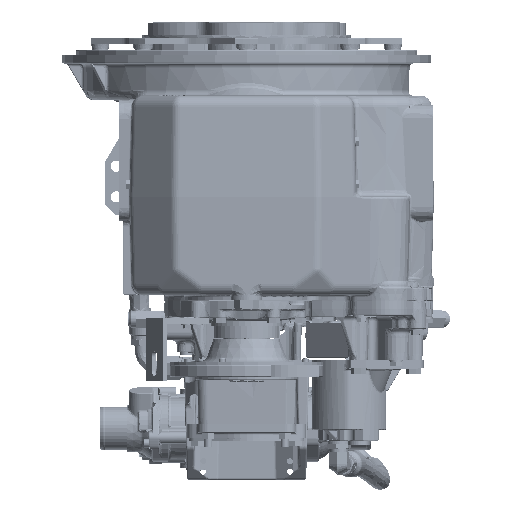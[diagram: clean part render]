
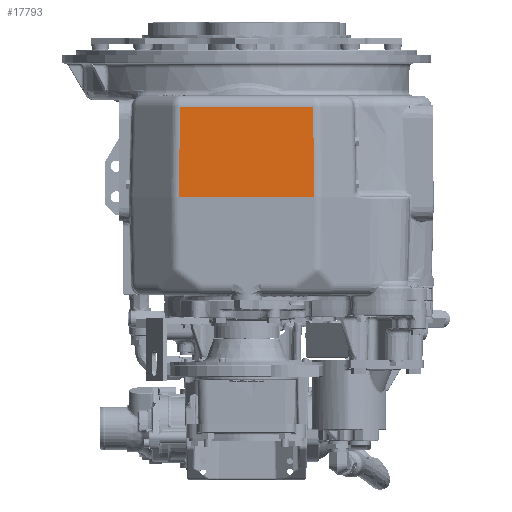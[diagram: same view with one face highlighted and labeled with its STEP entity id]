
A CAD part, front view. The second image highlights one B-rep face of the part: STEP entity #17793.
In plain terms, the highlighted planar face has unit normal (0, -1, 0.026).
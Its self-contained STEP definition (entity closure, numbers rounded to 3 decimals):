
#17793 = ADVANCED_FACE ( 'NONE', ( #291214 ), #510590, .T. ) ;
#27737 = AXIS2_PLACEMENT_3D ( 'NONE', #297708, #134423, #213346 ) ;
#87057 = DIRECTION ( 'NONE',  ( -0.011, -0.026, -1. ) ) ;
#112107 = VECTOR ( 'NONE', #359908, 1000. ) ;
#120770 = LINE ( 'NONE', #208232, #179732 ) ;
#129543 = CARTESIAN_POINT ( 'NONE',  ( 0., -351.04, -78.034 ) ) ;
#134423 = DIRECTION ( 'NONE',  ( 0., -1., 0.026 ) ) ;
#146846 = EDGE_CURVE ( 'NONE', #460467, #355135, #346149, .T. ) ;
#148037 = CARTESIAN_POINT ( 'NONE',  ( -101.206, -354.572, -212.899 ) ) ;
#179732 = VECTOR ( 'NONE', #87057, 1000. ) ;
#190093 = CARTESIAN_POINT ( 'NONE',  ( -99.744, -351.04, -78.034 ) ) ;
#208232 = CARTESIAN_POINT ( 'NONE',  ( -101.195, -354.545, -211.882 ) ) ;
#213346 = DIRECTION ( 'NONE',  ( 0., -0.026, -1. ) ) ;
#222514 = EDGE_LOOP ( 'NONE', ( #262692, #430570, #327127, #401485 ) ) ;
#228519 = CARTESIAN_POINT ( 'NONE',  ( 99.744, -351.04, -78.034 ) ) ;
#243463 = VERTEX_POINT ( 'NONE', #148037 ) ;
#262692 = ORIENTED_EDGE ( 'NONE', *, *, #358243, .T. ) ;
#291214 = FACE_OUTER_BOUND ( 'NONE', #222514, .T. ) ;
#296399 = VECTOR ( 'NONE', #440202, 1000. ) ;
#297708 = CARTESIAN_POINT ( 'NONE',  ( 0., -354.574, -212.979 ) ) ;
#308306 = VERTEX_POINT ( 'NONE', #343685 ) ;
#326633 = VECTOR ( 'NONE', #338550, 1000. ) ;
#327127 = ORIENTED_EDGE ( 'NONE', *, *, #364562, .T. ) ;
#338550 = DIRECTION ( 'NONE',  ( -1., 0., 0. ) ) ;
#343685 = CARTESIAN_POINT ( 'NONE',  ( 101.206, -354.572, -212.899 ) ) ;
#346149 = LINE ( 'NONE', #129543, #326633 ) ;
#355135 = VERTEX_POINT ( 'NONE', #190093 ) ;
#358243 = EDGE_CURVE ( 'NONE', #355135, #243463, #120770, .T. ) ;
#359908 = DIRECTION ( 'NONE',  ( 1., 0., 0. ) ) ;
#361532 = LINE ( 'NONE', #442561, #112107 ) ;
#364562 = EDGE_CURVE ( 'NONE', #308306, #460467, #519705, .T. ) ;
#399694 = CARTESIAN_POINT ( 'NONE',  ( 101.195, -354.545, -211.882 ) ) ;
#401485 = ORIENTED_EDGE ( 'NONE', *, *, #146846, .T. ) ;
#430570 = ORIENTED_EDGE ( 'NONE', *, *, #478132, .T. ) ;
#440202 = DIRECTION ( 'NONE',  ( -0.011, 0.026, 1. ) ) ;
#442561 = CARTESIAN_POINT ( 'NONE',  ( 0., -354.572, -212.899 ) ) ;
#460467 = VERTEX_POINT ( 'NONE', #228519 ) ;
#478132 = EDGE_CURVE ( 'NONE', #243463, #308306, #361532, .T. ) ;
#510590 = PLANE ( 'NONE',  #27737 ) ;
#519705 = LINE ( 'NONE', #399694, #296399 ) ;
